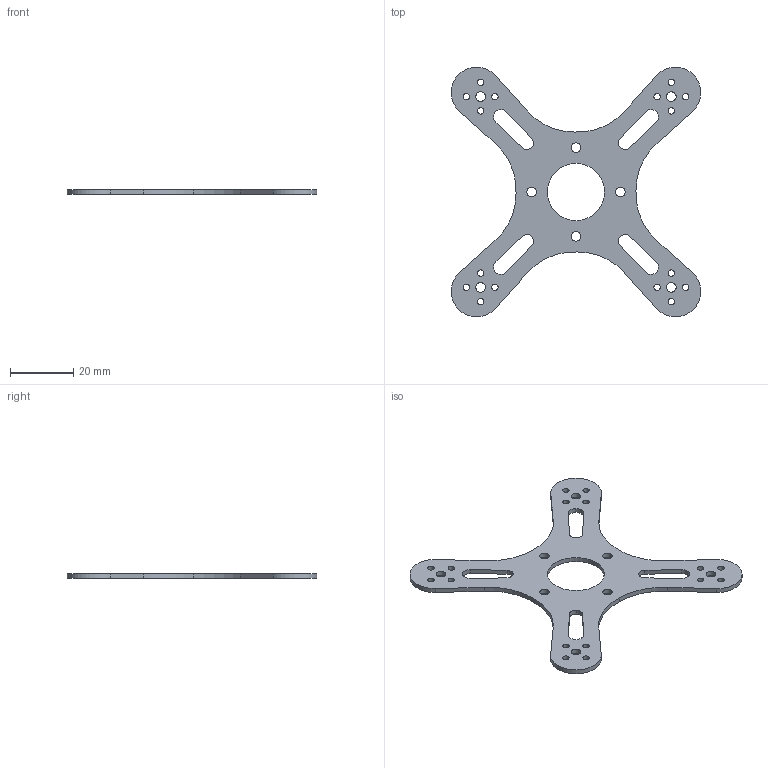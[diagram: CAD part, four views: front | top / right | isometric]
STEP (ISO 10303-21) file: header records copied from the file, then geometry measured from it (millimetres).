
FILE_DESCRIPTION(/* description */ (''),/* implementation_level */ '2;1');
FILE_NAME(/* name */ 'copter_3.stp',/* time_stamp */ '2017-12-22T23:31:14+01:00',/* author */ ('JD'),/* organization */ (''),/* preprocessor_version */ 'ST-DEVELOPER v16.5',/* originating_system */ 'Autodesk Inventor 2017',/* authorisation */ '');
FILE_SCHEMA (('AUTOMOTIVE_DESIGN { 1 0 10303 214 3 1 1 }'));
Length unit declared in the file: millimetre
Products named in the file (1): copter_3
Bounding box: 78.61 x 78.61 x 1.5 mm (x, y, z)
Volume: 3797 mm3; surface area: 6177.1 mm2
Topology: 1 solids, 1 shells, 71 faces, 207 edges, 138 vertices
Faces by surface type: cylinder 53, plane 18
Full cylindrical faces by diameter (mm): 2 x16, 3 x8, 18 x1
Entity records: 2422 total; most frequent: DIRECTION 432, CARTESIAN_POINT 392, ORIENTED_EDGE 364, EDGE_CURVE 182, AXIS2_PLACEMENT_3D 178, EDGE_LOOP 154, VERTEX_POINT 138, CIRCLE 106
